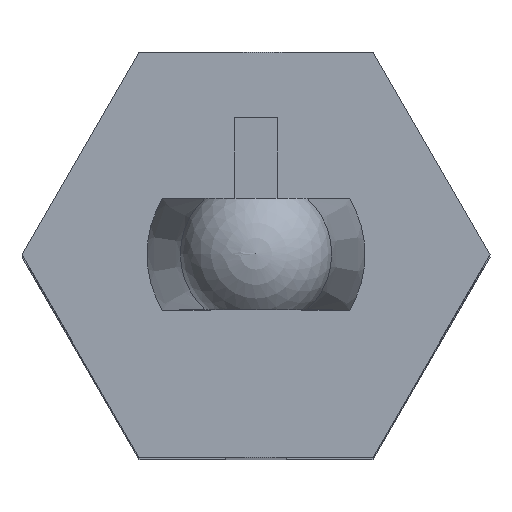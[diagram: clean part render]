
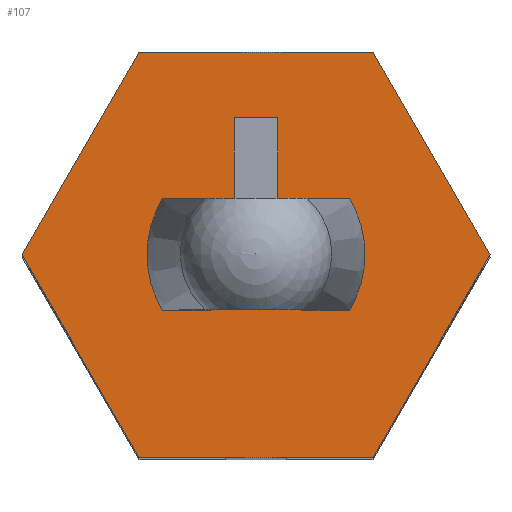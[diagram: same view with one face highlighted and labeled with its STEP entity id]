
A CAD part, top view. The second image highlights one B-rep face of the part: STEP entity #107.
In plain terms, the highlighted planar face has unit normal (0, 0, 1).
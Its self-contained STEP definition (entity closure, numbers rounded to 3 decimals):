
#107 = ADVANCED_FACE( '', ( #258, #259, #260 ), #261, .F. );
#258 = FACE_BOUND( '', #454, .T. );
#259 = FACE_BOUND( '', #455, .T. );
#260 = FACE_OUTER_BOUND( '', #456, .T. );
#261 = PLANE( '', #457 );
#454 = EDGE_LOOP( '', ( #715, #716, #717, #718 ) );
#455 = EDGE_LOOP( '', ( #719, #720, #721, #722 ) );
#456 = EDGE_LOOP( '', ( #723, #724, #725, #726, #727, #728 ) );
#457 = AXIS2_PLACEMENT_3D( '', #729, #730, #731 );
#715 = ORIENTED_EDGE( '', *, *, #1184, .T. );
#716 = ORIENTED_EDGE( '', *, *, #1227, .T. );
#717 = ORIENTED_EDGE( '', *, *, #1234, .T. );
#718 = ORIENTED_EDGE( '', *, *, #1235, .T. );
#719 = ORIENTED_EDGE( '', *, *, #1236, .T. );
#720 = ORIENTED_EDGE( '', *, *, #1237, .T. );
#721 = ORIENTED_EDGE( '', *, *, #1238, .F. );
#722 = ORIENTED_EDGE( '', *, *, #1176, .T. );
#723 = ORIENTED_EDGE( '', *, *, #1239, .F. );
#724 = ORIENTED_EDGE( '', *, *, #1240, .F. );
#725 = ORIENTED_EDGE( '', *, *, #1241, .F. );
#726 = ORIENTED_EDGE( '', *, *, #1242, .F. );
#727 = ORIENTED_EDGE( '', *, *, #1243, .F. );
#728 = ORIENTED_EDGE( '', *, *, #1216, .F. );
#729 = CARTESIAN_POINT( '', ( 0., 0., 29. ) );
#730 = DIRECTION( '', ( 0., 0., -1. ) );
#731 = DIRECTION( '', ( -1., 0., 0. ) );
#1176 = EDGE_CURVE( '', #1402, #1403, #1404, .T. );
#1184 = EDGE_CURVE( '', #1419, #1417, #1420, .T. );
#1216 = EDGE_CURVE( '', #1475, #1477, #1478, .T. );
#1227 = EDGE_CURVE( '', #1417, #1494, #1497, .T. );
#1234 = EDGE_CURVE( '', #1494, #1505, #1506, .T. );
#1235 = EDGE_CURVE( '', #1505, #1419, #1507, .T. );
#1236 = EDGE_CURVE( '', #1403, #1508, #1509, .T. );
#1237 = EDGE_CURVE( '', #1508, #1510, #1511, .T. );
#1238 = EDGE_CURVE( '', #1402, #1510, #1512, .T. );
#1239 = EDGE_CURVE( '', #1513, #1475, #1514, .T. );
#1240 = EDGE_CURVE( '', #1515, #1513, #1516, .T. );
#1241 = EDGE_CURVE( '', #1517, #1515, #1518, .T. );
#1242 = EDGE_CURVE( '', #1519, #1517, #1520, .T. );
#1243 = EDGE_CURVE( '', #1477, #1519, #1521, .T. );
#1402 = VERTEX_POINT( '', #1722 );
#1403 = VERTEX_POINT( '', #1723 );
#1404 = LINE( '', #1724, #1725 );
#1417 = VERTEX_POINT( '', #1744 );
#1419 = VERTEX_POINT( '', #1747 );
#1420 = LINE( '', #1748, #1749 );
#1475 = VERTEX_POINT( '', #1843 );
#1477 = VERTEX_POINT( '', #1846 );
#1478 = LINE( '', #1847, #1848 );
#1494 = VERTEX_POINT( '', #1871 );
#1497 = LINE( '', #1875, #1876 );
#1505 = VERTEX_POINT( '', #1887 );
#1506 = LINE( '', #1888, #1889 );
#1507 = CIRCLE( '', #1890, 2. );
#1508 = VERTEX_POINT( '', #1891 );
#1509 = CIRCLE( '', #1892, 2. );
#1510 = VERTEX_POINT( '', #1893 );
#1511 = LINE( '', #1894, #1895 );
#1512 = LINE( '', #1896, #1897 );
#1513 = VERTEX_POINT( '', #1898 );
#1514 = LINE( '', #1899, #1900 );
#1515 = VERTEX_POINT( '', #1901 );
#1516 = LINE( '', #1902, #1903 );
#1517 = VERTEX_POINT( '', #1904 );
#1518 = LINE( '', #1905, #1906 );
#1519 = VERTEX_POINT( '', #1907 );
#1520 = LINE( '', #1908, #1909 );
#1521 = LINE( '', #1910, #1911 );
#1722 = CARTESIAN_POINT( '', ( -1., -1.1, 29. ) );
#1723 = CARTESIAN_POINT( '', ( -1.67, -1.1, 29. ) );
#1724 = CARTESIAN_POINT( '', ( 2.15, -1.1, 29. ) );
#1725 = VECTOR( '', #2198, 1000. );
#1744 = CARTESIAN_POINT( '', ( 1., -1.1, 29. ) );
#1747 = CARTESIAN_POINT( '', ( 1.67, -1.1, 29. ) );
#1748 = CARTESIAN_POINT( '', ( 2.15, -1.1, 29. ) );
#1749 = VECTOR( '', #2206, 1000. );
#1843 = CARTESIAN_POINT( '', ( 2.309, -4., 29. ) );
#1846 = CARTESIAN_POINT( '', ( -2.309, -4., 29. ) );
#1847 = CARTESIAN_POINT( '', ( 2.309, -4., 29. ) );
#1848 = VECTOR( '', #2243, 1000. );
#1871 = CARTESIAN_POINT( '', ( 1., 1.1, 29. ) );
#1875 = CARTESIAN_POINT( '', ( 1., -1.1, 29. ) );
#1876 = VECTOR( '', #2252, 1000. );
#1887 = CARTESIAN_POINT( '', ( 1.67, 1.1, 29. ) );
#1888 = CARTESIAN_POINT( '', ( -2.15, 1.1, 29. ) );
#1889 = VECTOR( '', #2259, 1000. );
#1890 = AXIS2_PLACEMENT_3D( '', #2260, #2261, #2262 );
#1891 = CARTESIAN_POINT( '', ( -1.67, 1.1, 29. ) );
#1892 = AXIS2_PLACEMENT_3D( '', #2263, #2264, #2265 );
#1893 = CARTESIAN_POINT( '', ( -1., 1.1, 29. ) );
#1894 = CARTESIAN_POINT( '', ( -2.15, 1.1, 29. ) );
#1895 = VECTOR( '', #2266, 1000. );
#1896 = CARTESIAN_POINT( '', ( -1., -1.1, 29. ) );
#1897 = VECTOR( '', #2267, 1000. );
#1898 = CARTESIAN_POINT( '', ( 4.619, 0., 29. ) );
#1899 = CARTESIAN_POINT( '', ( 4.619, 0., 29. ) );
#1900 = VECTOR( '', #2268, 1000. );
#1901 = CARTESIAN_POINT( '', ( 2.309, 4., 29. ) );
#1902 = CARTESIAN_POINT( '', ( 2.309, 4., 29. ) );
#1903 = VECTOR( '', #2269, 1000. );
#1904 = CARTESIAN_POINT( '', ( -2.309, 4., 29. ) );
#1905 = CARTESIAN_POINT( '', ( -2.309, 4., 29. ) );
#1906 = VECTOR( '', #2270, 1000. );
#1907 = CARTESIAN_POINT( '', ( -4.619, 0., 29. ) );
#1908 = CARTESIAN_POINT( '', ( -2.309, 4., 29. ) );
#1909 = VECTOR( '', #2271, 1000. );
#1910 = CARTESIAN_POINT( '', ( -4.619, 0., 29. ) );
#1911 = VECTOR( '', #2272, 1000. );
#2198 = DIRECTION( '', ( -1., 0., 0. ) );
#2206 = DIRECTION( '', ( -1., 0., 0. ) );
#2243 = DIRECTION( '', ( -1., 0., 0. ) );
#2252 = DIRECTION( '', ( 0., 1., 0. ) );
#2259 = DIRECTION( '', ( 1., 0., 0. ) );
#2260 = CARTESIAN_POINT( '', ( 0., 0., 29. ) );
#2261 = DIRECTION( '', ( 0., 0., -1. ) );
#2262 = DIRECTION( '', ( -1., 0., 0. ) );
#2263 = CARTESIAN_POINT( '', ( 0., 0., 29. ) );
#2264 = DIRECTION( '', ( 0., 0., -1. ) );
#2265 = DIRECTION( '', ( -1., 0., 0. ) );
#2266 = DIRECTION( '', ( 1., 0., 0. ) );
#2267 = DIRECTION( '', ( 0., 1., 0. ) );
#2268 = DIRECTION( '', ( -0.5, -0.866, 0. ) );
#2269 = DIRECTION( '', ( 0.5, -0.866, 0. ) );
#2270 = DIRECTION( '', ( 1., 0., 0. ) );
#2271 = DIRECTION( '', ( 0.5, 0.866, 0. ) );
#2272 = DIRECTION( '', ( -0.5, 0.866, 0. ) );
